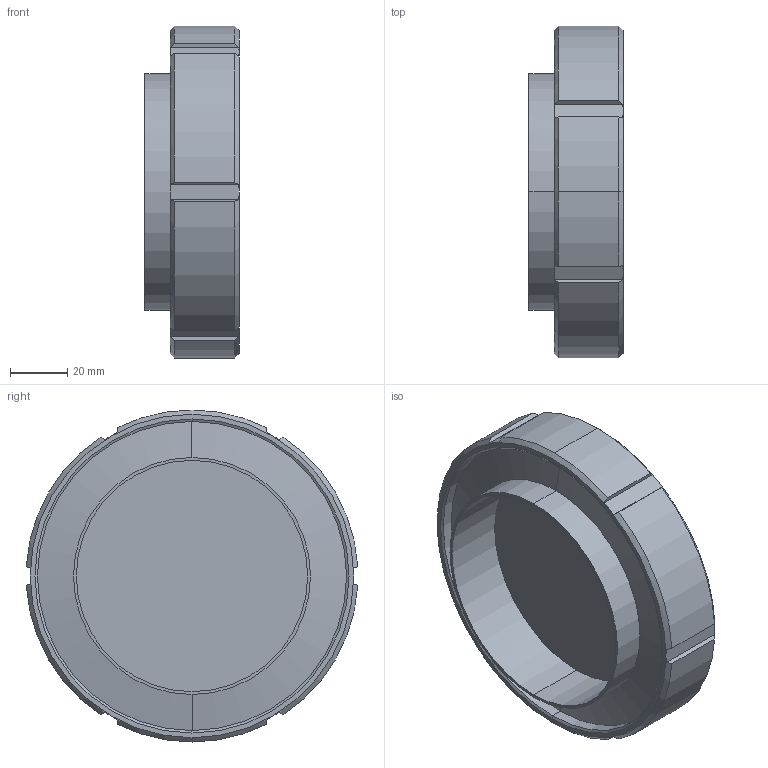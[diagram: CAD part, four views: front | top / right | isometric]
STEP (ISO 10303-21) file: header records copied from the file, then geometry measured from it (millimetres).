
FILE_DESCRIPTION (( 'STEP AP203' ), '1' );
FILE_NAME ('3D-M7022_DN80_174591030.STEP', '2024-09-20T13:04:29', ( '' ), ( '' ), 'SwSTEP 2.0', 'SolidWorks 2024', '' );
FILE_SCHEMA (( 'CONFIG_CONTROL_DESIGN' ));
Length unit declared in the file: millimetre
Products named in the file (1): 3D-M7022_DN80_174591030
Bounding box: 33 x 116.1 x 116.29 mm (x, y, z)
Volume: 150843.3 mm3; surface area: 67090.6 mm2
Topology: 4 solids, 4 shells, 83 faces, 188 edges, 115 vertices
Faces by surface type: plane 28, cylinder 27, cone 22, torus 6
Entity records: 2450 total; most frequent: CARTESIAN_POINT 531, DIRECTION 393, ORIENTED_EDGE 376, EDGE_CURVE 188, AXIS2_PLACEMENT_3D 169, VERTEX_POINT 115, EDGE_LOOP 91, CIRCLE 85
